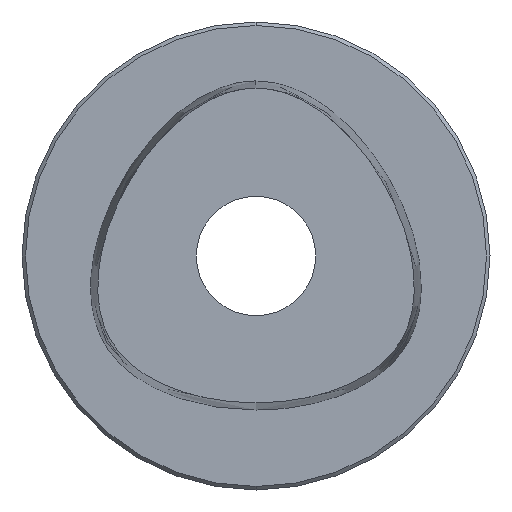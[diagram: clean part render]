
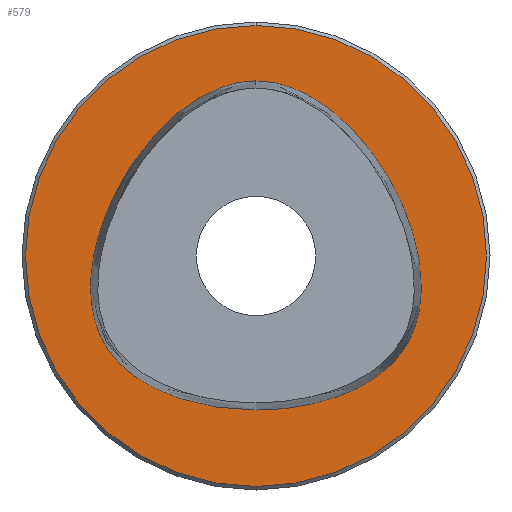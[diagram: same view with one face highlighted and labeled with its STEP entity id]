
A CAD part, left-side view. The second image highlights one B-rep face of the part: STEP entity #579.
In plain terms, the highlighted planar face has unit normal (-1, 0, 0).
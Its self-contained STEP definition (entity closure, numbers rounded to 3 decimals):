
#89=CARTESIAN_POINT('',(0.,0.,-13.163));
#90=CARTESIAN_POINT('',(0.,0.416,-13.163));
#91=CARTESIAN_POINT('',(0.,1.243,-13.141));
#92=CARTESIAN_POINT('',(0.,2.461,-13.041));
#93=CARTESIAN_POINT('',(0.,3.677,-12.874));
#94=CARTESIAN_POINT('',(0.,4.902,-12.632));
#95=CARTESIAN_POINT('',(0.,6.143,-12.303));
#96=CARTESIAN_POINT('',(0.,7.363,-11.884));
#97=CARTESIAN_POINT('',(0.,8.528,-11.377));
#98=CARTESIAN_POINT('',(0.,9.608,-10.791));
#99=CARTESIAN_POINT('',(0.,10.599,-10.122));
#100=CARTESIAN_POINT('',(0.,11.478,-9.378));
#101=CARTESIAN_POINT('',(0.,12.231,-8.571));
#102=CARTESIAN_POINT('',(0.,12.857,-7.699));
#103=CARTESIAN_POINT('',(0.,13.354,-6.757));
#104=CARTESIAN_POINT('',(0.,13.727,-5.743));
#105=CARTESIAN_POINT('',(0.,13.973,-4.704));
#106=CARTESIAN_POINT('',(0.,14.108,-3.655));
#107=CARTESIAN_POINT('',(0.,14.148,-2.569));
#108=CARTESIAN_POINT('',(0.,14.093,-1.434));
#109=CARTESIAN_POINT('',(0.,13.948,-0.303));
#110=CARTESIAN_POINT('',(0.,13.727,0.819));
#111=CARTESIAN_POINT('',(0.,13.41,2.009));
#112=CARTESIAN_POINT('',(0.,12.968,3.321));
#113=CARTESIAN_POINT('',(0.,12.341,4.821));
#114=CARTESIAN_POINT('',(0.,11.513,6.434));
#115=CARTESIAN_POINT('',(0.,10.523,8.026));
#116=CARTESIAN_POINT('',(0.,9.424,9.503));
#117=CARTESIAN_POINT('',(0.,8.273,10.802));
#118=CARTESIAN_POINT('',(0.,7.162,11.858));
#119=CARTESIAN_POINT('',(0.,6.146,12.677));
#120=CARTESIAN_POINT('',(0.,5.191,13.33));
#121=CARTESIAN_POINT('',(0.,4.255,13.865));
#122=CARTESIAN_POINT('',(0.,3.262,14.322));
#123=CARTESIAN_POINT('',(0.,2.202,14.682));
#124=CARTESIAN_POINT('',(0.,1.099,14.911));
#125=CARTESIAN_POINT('',(0.,0.368,14.963));
#126=CARTESIAN_POINT('',(0.,0.,14.963));
#162=CARTESIAN_POINT('',(0.,0.,0.));
#163=DIRECTION('',(-1.,0.,0.));
#164=DIRECTION('',(0.,0.,1.));
#165=AXIS2_PLACEMENT_3D('',#162,#163,#164);
#170=CARTESIAN_POINT('',(0.,0.,0.));
#171=DIRECTION('',(-1.,0.,0.));
#172=DIRECTION('',(0.,0.,-1.));
#173=AXIS2_PLACEMENT_3D('',#170,#171,#172);
#178=CARTESIAN_POINT('',(0.,0.,14.963));
#179=CARTESIAN_POINT('',(0.,-2.183,14.963));
#180=CARTESIAN_POINT('',(-0.001,-6.538,
13.1));
#181=CARTESIAN_POINT('',(-0.001,-11.812,
6.819));
#182=CARTESIAN_POINT('',(-0.001,-14.614,
-0.887));
#183=CARTESIAN_POINT('',(-0.001,-13.766,
-7.947));
#184=CARTESIAN_POINT('',(-0.001,-8.075,
-12.213));
#185=CARTESIAN_POINT('',(0.,-2.692,-13.163));
#186=CARTESIAN_POINT('',(0.,0.,-13.163));
#462=CARTESIAN_POINT('',(0.,0.,19.7));
#463=CARTESIAN_POINT('',(0.,0.,-19.7));
#464=VERTEX_POINT('',#462);
#465=VERTEX_POINT('',#463);
#472=VERTEX_POINT('',#178);
#473=VERTEX_POINT('',#186);
#563=CARTESIAN_POINT('',(0.,0.,0.));
#564=DIRECTION('',(1.,0.,0.));
#565=DIRECTION('',(0.,0.,-1.));
#566=AXIS2_PLACEMENT_3D('',#563,#564,#565);
#567=PLANE('',#566);
#569=ORIENTED_EDGE('',*,*,#568,.F.);
#571=ORIENTED_EDGE('',*,*,#570,.F.);
#572=EDGE_LOOP('',(#569,#571));
#573=FACE_OUTER_BOUND('',#572,.F.);
#575=ORIENTED_EDGE('',*,*,#574,.F.);
#576=ORIENTED_EDGE('',*,*,#553,.F.);
#577=EDGE_LOOP('',(#575,#576));
#578=FACE_BOUND('',#577,.F.);
#127=B_SPLINE_CURVE_WITH_KNOTS('',3,(#89,#90,#91,#92,#93,#94,#95,#96,#97,#98,
#99,#100,#101,#102,#103,#104,#105,#106,#107,#108,#109,#110,#111,#112,#113,#114,
#115,#116,#117,#118,#119,#120,#121,#122,#123,#124,#125,#126),.UNSPECIFIED.,.F.,
.F.,(4,1,1,1,1,1,1,1,1,1,1,1,1,1,1,1,1,1,1,1,1,1,1,1,1,1,1,1,1,1,1,1,1,1,1,4),(
0.,0.029,0.057,0.086,0.114,
0.143,0.171,0.2,0.229,0.257,
0.286,0.314,0.343,0.371,0.4,
0.429,0.457,0.486,0.514,
0.543,0.571,0.6,0.629,0.657,
0.686,0.714,0.743,0.771,0.8,
0.829,0.857,0.886,0.914,
0.943,0.971,1.),.UNSPECIFIED.);
#166=CIRCLE('',#165,19.7);
#174=CIRCLE('',#173,19.7);
#187=B_SPLINE_CURVE_WITH_KNOTS('',3,(#178,#179,#180,#181,#182,#183,#184,#185,
#186),.UNSPECIFIED.,.F.,.F.,(4,1,1,1,1,1,4),(0.,0.167,
0.333,0.5,0.667,0.833,1.),
.UNSPECIFIED.);
#553=EDGE_CURVE('',#473,#472,#127,.T.);
#568=EDGE_CURVE('',#464,#465,#166,.T.);
#570=EDGE_CURVE('',#465,#464,#174,.T.);
#574=EDGE_CURVE('',#472,#473,#187,.T.);
#579=ADVANCED_FACE('',(#573,#578),#567,.F.);
